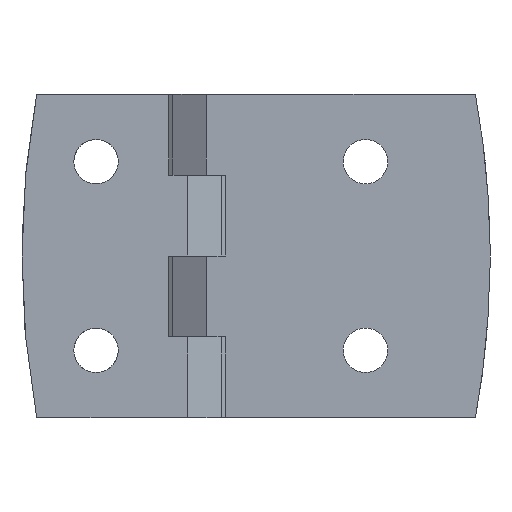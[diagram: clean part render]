
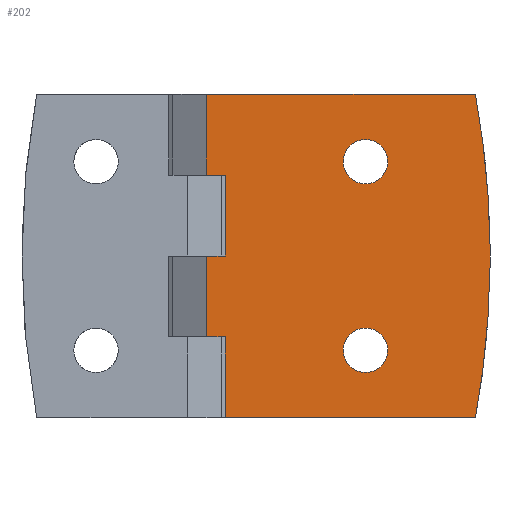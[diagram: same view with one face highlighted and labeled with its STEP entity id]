
A CAD part, front view. The second image highlights one B-rep face of the part: STEP entity #202.
In plain terms, the highlighted planar face has unit normal (0, -1, 0).
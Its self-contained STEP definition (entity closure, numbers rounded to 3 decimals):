
#202 = ADVANCED_FACE( '', ( #394, #395, #396 ), #397, .F. );
#394 = FACE_BOUND( '', #590, .T. );
#395 = FACE_BOUND( '', #591, .T. );
#396 = FACE_OUTER_BOUND( '', #592, .T. );
#397 = PLANE( '', #593 );
#590 = EDGE_LOOP( '', ( #933 ) );
#591 = EDGE_LOOP( '', ( #934 ) );
#592 = EDGE_LOOP( '', ( #935, #936, #937, #938, #939, #940, #941, #942, #943, #944, #945, #946 ) );
#593 = AXIS2_PLACEMENT_3D( '', #947, #948, #949 );
#933 = ORIENTED_EDGE( '', *, *, #1122, .T. );
#934 = ORIENTED_EDGE( '', *, *, #1228, .T. );
#935 = ORIENTED_EDGE( '', *, *, #1130, .T. );
#936 = ORIENTED_EDGE( '', *, *, #1219, .T. );
#937 = ORIENTED_EDGE( '', *, *, #1198, .T. );
#938 = ORIENTED_EDGE( '', *, *, #1158, .T. );
#939 = ORIENTED_EDGE( '', *, *, #1136, .F. );
#940 = ORIENTED_EDGE( '', *, *, #1210, .T. );
#941 = ORIENTED_EDGE( '', *, *, #1149, .F. );
#942 = ORIENTED_EDGE( '', *, *, #1229, .T. );
#943 = ORIENTED_EDGE( '', *, *, #1111, .T. );
#944 = ORIENTED_EDGE( '', *, *, #1162, .F. );
#945 = ORIENTED_EDGE( '', *, *, #1114, .F. );
#946 = ORIENTED_EDGE( '', *, *, #1230, .T. );
#947 = CARTESIAN_POINT( '', ( 1.4, -9., 24. ) );
#948 = DIRECTION( '', ( 0., 1., 0. ) );
#949 = DIRECTION( '', ( 0., 0., 1. ) );
#1111 = EDGE_CURVE( '', #1281, #1289, #1291, .T. );
#1114 = EDGE_CURVE( '', #1295, #1296, #1297, .T. );
#1122 = EDGE_CURVE( '', #1310, #1310, #1311, .T. );
#1130 = EDGE_CURVE( '', #1316, #1324, #1326, .T. );
#1136 = EDGE_CURVE( '', #1334, #1335, #1336, .T. );
#1149 = EDGE_CURVE( '', #1357, #1351, #1359, .T. );
#1158 = EDGE_CURVE( '', #1370, #1335, #1371, .F. );
#1162 = EDGE_CURVE( '', #1296, #1289, #1376, .T. );
#1198 = EDGE_CURVE( '', #1431, #1370, #1432, .T. );
#1210 = EDGE_CURVE( '', #1334, #1351, #1448, .F. );
#1219 = EDGE_CURVE( '', #1324, #1431, #1458, .T. );
#1228 = EDGE_CURVE( '', #1470, #1470, #1471, .T. );
#1229 = EDGE_CURVE( '', #1357, #1281, #1472, .T. );
#1230 = EDGE_CURVE( '', #1295, #1316, #1473, .T. );
#1281 = VERTEX_POINT( '', #1537 );
#1289 = VERTEX_POINT( '', #1546 );
#1291 = LINE( '', #1549, #1550 );
#1295 = VERTEX_POINT( '', #1554 );
#1296 = VERTEX_POINT( '', #1555 );
#1297 = LINE( '', #1556, #1557 );
#1310 = VERTEX_POINT( '', #1572 );
#1311 = CIRCLE( '', #1573, 3.3 );
#1316 = VERTEX_POINT( '', #1578 );
#1324 = VERTEX_POINT( '', #1587 );
#1326 = LINE( '', #1590, #1591 );
#1334 = VERTEX_POINT( '', #1601 );
#1335 = VERTEX_POINT( '', #1602 );
#1336 = LINE( '', #1603, #1604 );
#1351 = VERTEX_POINT( '', #1623 );
#1357 = VERTEX_POINT( '', #1630 );
#1359 = LINE( '', #1633, #1634 );
#1370 = VERTEX_POINT( '', #1732 );
#1371 = CIRCLE( '', #1733, 133.512 );
#1376 = LINE( '', #1742, #1743 );
#1431 = VERTEX_POINT( '', #1818 );
#1432 = LINE( '', #1819, #1820 );
#1448 = CIRCLE( '', #1845, 133.512 );
#1458 = LINE( '', #1937, #1938 );
#1470 = VERTEX_POINT( '', #1952 );
#1471 = CIRCLE( '', #1953, 3.3 );
#1472 = LINE( '', #1954, #1955 );
#1473 = LINE( '', #1956, #1957 );
#1537 = CARTESIAN_POINT( '', ( 1.4, -9., 12. ) );
#1546 = CARTESIAN_POINT( '', ( 4.2, -9., 12. ) );
#1549 = CARTESIAN_POINT( '', ( 1.4, -9., 12. ) );
#1550 = VECTOR( '', #2191, 1000. );
#1554 = CARTESIAN_POINT( '', ( 1.4, -9., 0. ) );
#1555 = CARTESIAN_POINT( '', ( 4.2, -9., 0. ) );
#1556 = CARTESIAN_POINT( '', ( 1.4, -9., 0. ) );
#1557 = VECTOR( '', #2195, 1000. );
#1572 = CARTESIAN_POINT( '', ( 25., -9., -10.7 ) );
#1573 = AXIS2_PLACEMENT_3D( '', #2210, #2211, #2212 );
#1578 = CARTESIAN_POINT( '', ( 1.4, -9., -12. ) );
#1587 = CARTESIAN_POINT( '', ( 4.2, -9., -12. ) );
#1590 = CARTESIAN_POINT( '', ( 1.4, -9., -12. ) );
#1591 = VECTOR( '', #2227, 1000. );
#1601 = CARTESIAN_POINT( '', ( 43.49, -9., 1.634 ) );
#1602 = CARTESIAN_POINT( '', ( 43.49, -9., -1.634 ) );
#1603 = CARTESIAN_POINT( '', ( 43.49, -9., 24. ) );
#1604 = VECTOR( '', #2233, 1000. );
#1623 = CARTESIAN_POINT( '', ( 41.325, -9., 24. ) );
#1630 = CARTESIAN_POINT( '', ( 1.4, -9., 24. ) );
#1633 = CARTESIAN_POINT( '', ( 1.4, -9., 24. ) );
#1634 = VECTOR( '', #2252, 1000. );
#1732 = CARTESIAN_POINT( '', ( 41.325, -9., -24. ) );
#1733 = AXIS2_PLACEMENT_3D( '', #2258, #2259, #2260 );
#1742 = CARTESIAN_POINT( '', ( 4.2, -9., 24. ) );
#1743 = VECTOR( '', #2262, 1000. );
#1818 = CARTESIAN_POINT( '', ( 4.2, -9., -24. ) );
#1819 = CARTESIAN_POINT( '', ( 1.4, -9., -24. ) );
#1820 = VECTOR( '', #2311, 1000. );
#1845 = AXIS2_PLACEMENT_3D( '', #2324, #2325, #2326 );
#1937 = CARTESIAN_POINT( '', ( 4.2, -9., 24. ) );
#1938 = VECTOR( '', #2330, 1000. );
#1952 = CARTESIAN_POINT( '', ( 25., -9., 17.3 ) );
#1953 = AXIS2_PLACEMENT_3D( '', #2342, #2343, #2344 );
#1954 = CARTESIAN_POINT( '', ( 1.4, -9., 24. ) );
#1955 = VECTOR( '', #2345, 1000. );
#1956 = CARTESIAN_POINT( '', ( 1.4, -9., 24. ) );
#1957 = VECTOR( '', #2346, 1000. );
#2191 = DIRECTION( '', ( 1., 0., 0. ) );
#2195 = DIRECTION( '', ( 1., 0., 0. ) );
#2210 = CARTESIAN_POINT( '', ( 25., -9., -14. ) );
#2211 = DIRECTION( '', ( 0., 1., 0. ) );
#2212 = DIRECTION( '', ( 0., 0., 1. ) );
#2227 = DIRECTION( '', ( 1., 0., 0. ) );
#2233 = DIRECTION( '', ( 0., 0., -1. ) );
#2252 = DIRECTION( '', ( 1., 0., 0. ) );
#2258 = CARTESIAN_POINT( '', ( -90.012, -9., 0. ) );
#2259 = DIRECTION( '', ( 0., 1., 0. ) );
#2260 = DIRECTION( '', ( 0., 0., 1. ) );
#2262 = DIRECTION( '', ( 0., 0., 1. ) );
#2311 = DIRECTION( '', ( 1., 0., 0. ) );
#2324 = CARTESIAN_POINT( '', ( -90.012, -9., 0. ) );
#2325 = DIRECTION( '', ( 0., 1., 0. ) );
#2326 = DIRECTION( '', ( 0., 0., 1. ) );
#2330 = DIRECTION( '', ( 0., 0., -1. ) );
#2342 = CARTESIAN_POINT( '', ( 25., -9., 14. ) );
#2343 = DIRECTION( '', ( 0., 1., 0. ) );
#2344 = DIRECTION( '', ( 0., 0., 1. ) );
#2345 = DIRECTION( '', ( 0., 0., -1. ) );
#2346 = DIRECTION( '', ( 0., 0., -1. ) );
